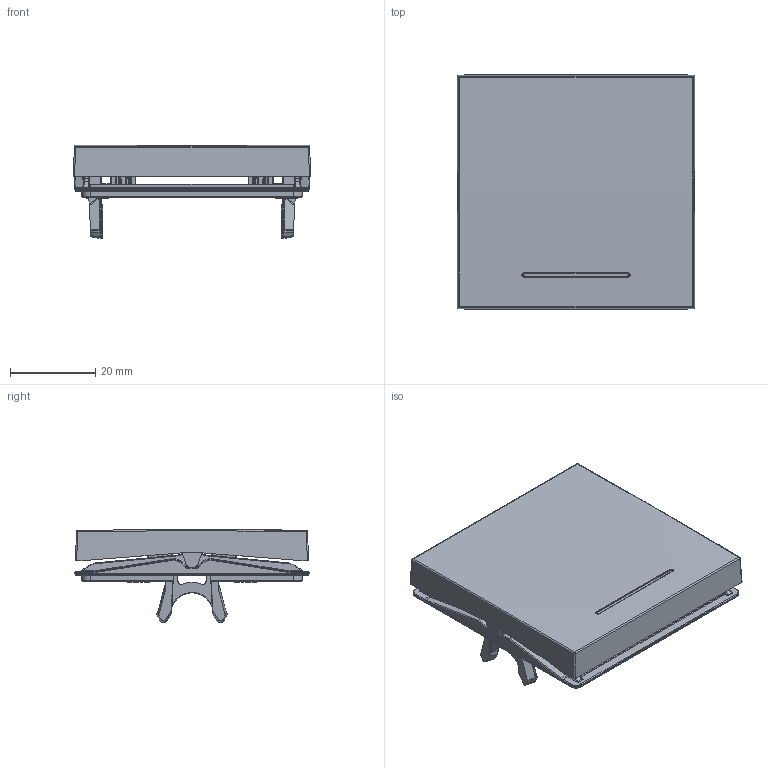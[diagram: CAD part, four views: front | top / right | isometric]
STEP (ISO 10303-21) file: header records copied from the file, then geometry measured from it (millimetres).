
FILE_DESCRIPTION((''),'2;1');
FILE_NAME('WAW1031_GEN_ASM','2025-03-12T16:07:10',('colosir'),(''),'CREO PARAMETRIC BY PTC INC, 2023154','CREO PARAMETRIC BY PTC INC, 2023154','');
FILE_SCHEMA(('AUTOMOTIVE_DESIGN { 1 0 10303 214 1 1 1 1 }'));
Length unit declared in the file: millimetre
Products named in the file (5): W4G0185_18; W1D1222_GEN; W1A2307_GEN; W1A2306_99; WAW1031_GEN_ASM
Assembly tree (4 placements, depth 2):
  WAW1031_GEN_ASM
    W4G0185_18
    W1D1222_GEN
    W1A2307_GEN
    W1A2306_99
Bounding box: 55.6 x 54.8 x 21.81 mm (x, y, z)
Volume: 13448.1 mm3; surface area: 14985.4 mm2
Topology: 3 solids, 3 shells, 3602 faces, 9467 edges, 5970 vertices
Faces by surface type: plane 2048, cylinder 622, bspline 456, extrusion 174, torus 119, cone 93, sphere 90
Entity records: 136206 total; most frequent: CARTESIAN_POINT 51361, ORIENTED_EDGE 18886, DIRECTION 15392, EDGE_CURVE 9443, VECTOR 6686, LINE 6512, VERTEX_POINT 5970, AXIS2_PLACEMENT_3D 4353
